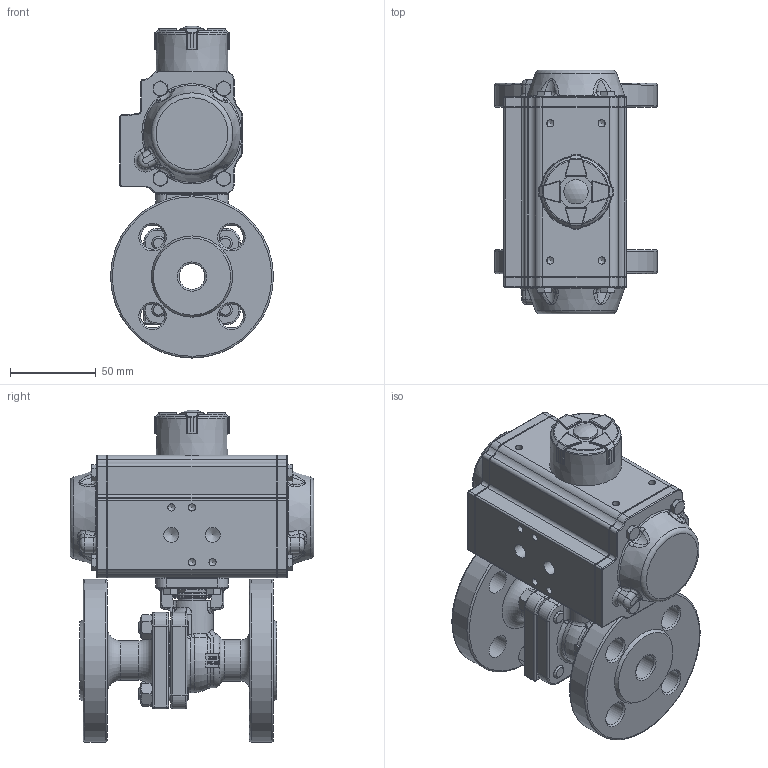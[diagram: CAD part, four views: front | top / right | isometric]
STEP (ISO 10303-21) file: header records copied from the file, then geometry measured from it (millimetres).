
FILE_DESCRIPTION(/* description */ ('Unknown'),/* implementation_level */ '2;1');
FILE_NAME(/* name */ 'DW02 0921_0930-04',/* time_stamp */ '2023-08-01T12:03:24+02:00',/* author */ ('Unknown'),/* organization */ ('Unknown'),/* preprocessor_version */ 'ST-DEVELOPER v18.102',/* originating_system */ 'Solid Edge',/* authorisation */ 'Unknown');
FILE_SCHEMA (('AUTOMOTIVE_DESIGN {1 0 10303 214 3 1 1}'));
Products named in the file (10): DW20-8.200.015; DIN558 M5x16; KV-L6N-DN15;     MSBR; DW02_FR01_(DW20_FR15); KP-50; cup head square neck bolts grade b gb_GB_FASTENER_BOLT_CHSNBSHB M6X25
-N; ________(___________; _____________; ______
Assembly tree (14 placements, depth 3):
  DW20-8.200.015
    DIN558 M5x16  x4
    KV-L6N-DN15
          MSBR
    DW02_FR01_(DW20_FR15)
      KP-50
      cup head square neck bolts grade b gb_GB_FASTENER_BOLT_CHSNBSHB M6X25
-N
      ________(___________  x2
      _____________  x2
      ______
Bounding box: 95.01 x 142.2 x 193.63 mm (x, y, z)
Volume: 867126.1 mm3; surface area: 129337.6 mm2
Topology: 12 solids, 12 shells, 1753 faces, 4349 edges, 2651 vertices
Faces by surface type: plane 670, cylinder 467, bspline 238, cone 200, torus 160, sphere 18
Full cylindrical faces by diameter (mm): 2.1 x2, 3 x16, 3.3 x8, 4.2 x12, 5 x9, 6 x1, 6.2 x1, 8 x12, 8.8 x2, 11.7 x1, 13.9 x1, 14 x8, 14.2 x1, 15 x1, 15.5 x1, 15.9 x1, 20 x1, 22 x2, 23 x1, 23.5 x1, 24 x1, 27 x1, 38.5 x1, 95.009 x2
Entity records: 59414 total; most frequent: CARTESIAN_POINT 18975, ORIENTED_EDGE 7350, DIRECTION 6782, EDGE_CURVE 3675, AXIS2_PLACEMENT_3D 2506, VERTEX_POINT 2356, FACE_BOUND 1865, EDGE_LOOP 1847
